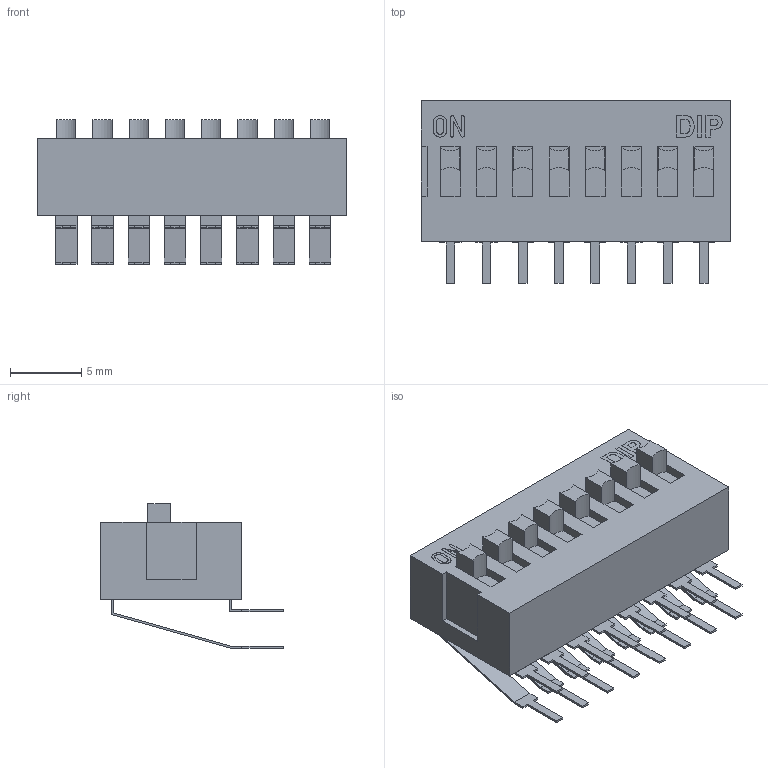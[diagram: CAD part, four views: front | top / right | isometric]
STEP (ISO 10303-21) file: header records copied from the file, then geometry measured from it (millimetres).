
FILE_DESCRIPTION (( 'STEP AP214' ), '1' );
FILE_NAME ('User Library-DIPSWITCH_DA8.STEP', '2010-07-18T05:07:30', ( 'SysAdmin' ), ( 'SolidWorks' ), 'SwSTEP 2.0', 'SolidWorks 2010', '' );
FILE_SCHEMA (( 'AUTOMOTIVE_DESIGN' ));
Length unit declared in the file: millimetre
Products named in the file (1): User Library-DIPSWITCH_DA8
Bounding box: 21.68 x 12.8 x 10.12 mm (x, y, z)
Volume: 1164.7 mm3; surface area: 1311.3 mm2
Topology: 1 solids, 1 shells, 356 faces, 939 edges, 626 vertices
Faces by surface type: plane 307, bspline 33, cylinder 16
Entity records: 16054 total; most frequent: CARTESIAN_POINT 4529, ORIENTED_EDGE 1878, DIRECTION 1553, EDGE_CURVE 939, LINE 841, VECTOR 841, VERTEX_POINT 626, EDGE_LOOP 397
